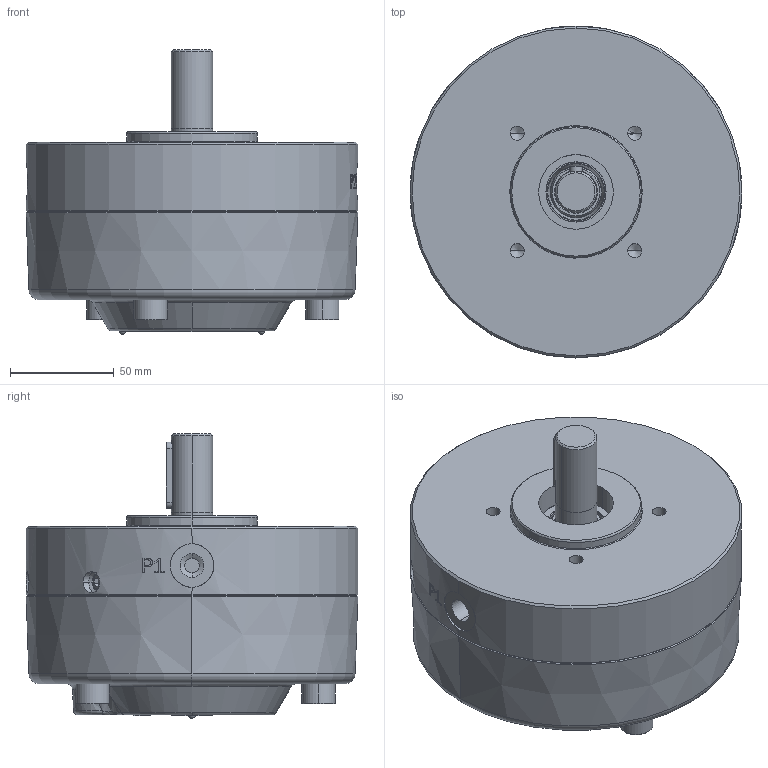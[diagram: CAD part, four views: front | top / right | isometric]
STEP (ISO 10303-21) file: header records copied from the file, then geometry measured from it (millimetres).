
FILE_DESCRIPTION (( 'STEP AP214' ), '1' );
FILE_NAME ('MRK701_2x3 pistons.STEP', '2021-03-08T16:46:48', ( '' ), ( '' ), 'SwSTEP 2.0', 'SolidWorks 2020', '' );
FILE_SCHEMA (( 'AUTOMOTIVE_DESIGN' ));
Length unit declared in the file: millimetre
Products named in the file (1): MRK701_2x3 pistons
Bounding box: 160 x 160 x 137.1 mm (x, y, z)
Volume: 1600597.4 mm3; surface area: 104871.2 mm2
Topology: 1 solids, 13 shells, 826 faces, 2026 edges, 1296 vertices
Faces by surface type: plane 415, bspline 175, cylinder 107, cone 83, torus 41, sphere 5
Entity records: 35556 total; most frequent: CARTESIAN_POINT 17164, ORIENTED_EDGE 4024, DIRECTION 3387, EDGE_CURVE 2012, VERTEX_POINT 1292, AXIS2_PLACEMENT_3D 1137, LINE 1113, VECTOR 1113
